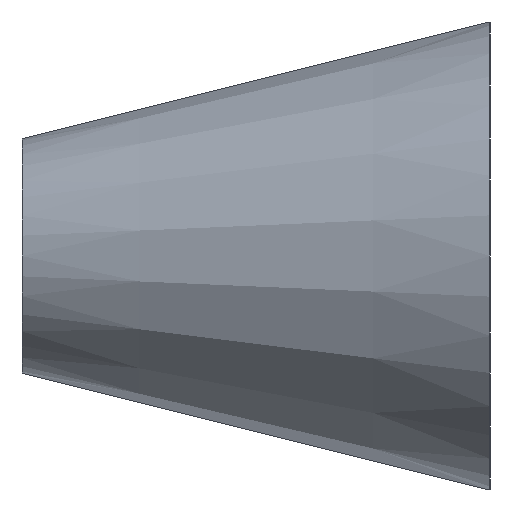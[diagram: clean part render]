
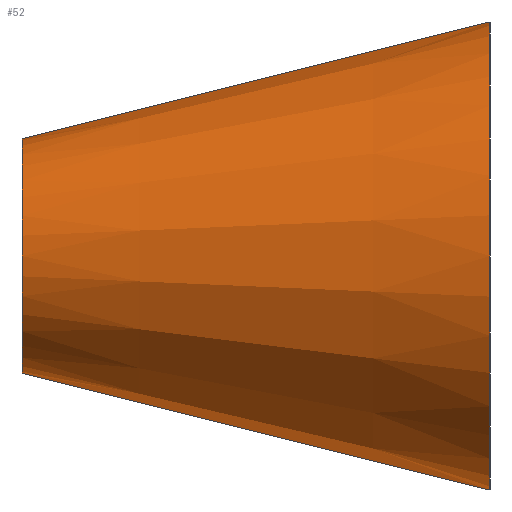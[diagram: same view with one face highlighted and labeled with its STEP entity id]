
A CAD part, left-side view. The second image highlights one B-rep face of the part: STEP entity #52.
In plain terms, the highlighted conical face has half-angle 14 degrees and reference radius 15 mm.
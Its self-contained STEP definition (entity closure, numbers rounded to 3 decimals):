
#10 = EDGE_CURVE ( 'NONE', #191, #88, #184, .T. ) ;
#14 = DIRECTION ( 'NONE',  ( 0., 0., 1. ) ) ;
#16 = CARTESIAN_POINT ( 'NONE',  ( -157.143, 0., 15. ) ) ;
#25 = VECTOR ( 'NONE', #147, 1000. ) ;
#32 = FACE_OUTER_BOUND ( 'NONE', #67, .T. ) ;
#36 = AXIS2_PLACEMENT_3D ( 'NONE', #49, #200, #89 ) ;
#49 = CARTESIAN_POINT ( 'NONE',  ( -157.143, 0., 0. ) ) ;
#52 = ADVANCED_FACE ( 'NONE', ( #32 ), #58, .T. ) ;
#53 = EDGE_CURVE ( 'NONE', #220, #191, #215, .T. ) ;
#58 = CONICAL_SURFACE ( 'NONE', #36, 15., 0.244 ) ;
#63 = DIRECTION ( 'NONE',  ( 0., 0., 1. ) ) ;
#67 = EDGE_LOOP ( 'NONE', ( #165, #80, #119, #136 ) ) ;
#80 = ORIENTED_EDGE ( 'NONE', *, *, #10, .F. ) ;
#88 = VERTEX_POINT ( 'NONE', #16 ) ;
#89 = DIRECTION ( 'NONE',  ( 0., 0., 1. ) ) ;
#92 = CARTESIAN_POINT ( 'NONE',  ( -157.143, 30., -7.52 ) ) ;
#105 = CARTESIAN_POINT ( 'NONE',  ( -157.143, 0., -15. ) ) ;
#107 = DIRECTION ( 'NONE',  ( 0., 1., 0. ) ) ;
#109 = VECTOR ( 'NONE', #212, 1000. ) ;
#113 = AXIS2_PLACEMENT_3D ( 'NONE', #214, #107, #63 ) ;
#119 = ORIENTED_EDGE ( 'NONE', *, *, #53, .F. ) ;
#124 = CARTESIAN_POINT ( 'NONE',  ( -157.143, 30., 7.52 ) ) ;
#129 = DIRECTION ( 'NONE',  ( 0., 1., 0. ) ) ;
#132 = CARTESIAN_POINT ( 'NONE',  ( -157.143, 0., 15. ) ) ;
#136 = ORIENTED_EDGE ( 'NONE', *, *, #167, .T. ) ;
#139 = VERTEX_POINT ( 'NONE', #195 ) ;
#141 = EDGE_CURVE ( 'NONE', #139, #88, #235, .T. ) ;
#143 = LINE ( 'NONE', #105, #109 ) ;
#147 = DIRECTION ( 'NONE',  ( 0., -0.97, 0.242 ) ) ;
#165 = ORIENTED_EDGE ( 'NONE', *, *, #141, .T. ) ;
#167 = EDGE_CURVE ( 'NONE', #220, #139, #143, .T. ) ;
#184 = LINE ( 'NONE', #132, #25 ) ;
#191 = VERTEX_POINT ( 'NONE', #124 ) ;
#195 = CARTESIAN_POINT ( 'NONE',  ( -157.143, 0., -15. ) ) ;
#200 = DIRECTION ( 'NONE',  ( 0., -1., 0. ) ) ;
#212 = DIRECTION ( 'NONE',  ( 0., -0.97, -0.242 ) ) ;
#214 = CARTESIAN_POINT ( 'NONE',  ( -157.143, 0., 0. ) ) ;
#215 = CIRCLE ( 'NONE', #226, 7.52 ) ;
#220 = VERTEX_POINT ( 'NONE', #92 ) ;
#226 = AXIS2_PLACEMENT_3D ( 'NONE', #239, #129, #14 ) ;
#235 = CIRCLE ( 'NONE', #113, 15. ) ;
#239 = CARTESIAN_POINT ( 'NONE',  ( -157.143, 30., 0. ) ) ;
